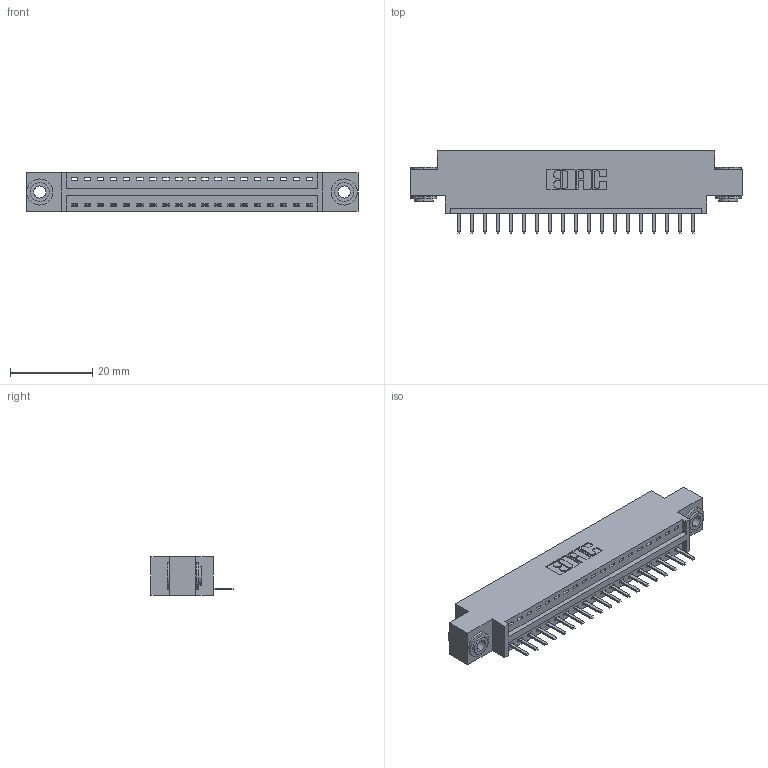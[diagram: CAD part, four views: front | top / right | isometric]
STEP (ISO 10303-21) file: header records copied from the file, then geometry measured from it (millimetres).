
FILE_DESCRIPTION (( 'STEP AP203' ), '1' );
FILE_NAME ('346-019-520-603.STEP', '2022-05-05T14:59:47', ( '' ), ( '' ), 'SwSTEP 2.0', 'SolidWorks 2020', '' );
FILE_SCHEMA (( 'CONFIG_CONTROL_DESIGN' ));
Length unit declared in the file: inch
Products named in the file (4): 345-250-002_345-250-002-102; 346-019-520-603; 346 Part_0.170 Offset - 0.156 Dia-TH; 345-292-001_345-293-120
Assembly tree (22 placements, depth 2):
  346-019-520-603
    346 Part_0.170 Offset - 0.156 Dia-TH
    345-292-001_345-293-120  x19
    345-250-002_345-250-002-102  x2
Bounding box: 80.9 x 20.02 x 9.4 mm (x, y, z)
Volume: 7377.4 mm3; surface area: 9202 mm2
Topology: 22 solids, 22 shells, 1356 faces, 3949 edges, 2578 vertices
Faces by surface type: plane 902, cylinder 446, cone 8
Entity records: 16200 total; most frequent: CARTESIAN_POINT 2778, ORIENTED_EDGE 2710, DIRECTION 2495, EDGE_CURVE 1355, LINE 1119, VECTOR 1119, VERTEX_POINT 898, AXIS2_PLACEMENT_3D 688
